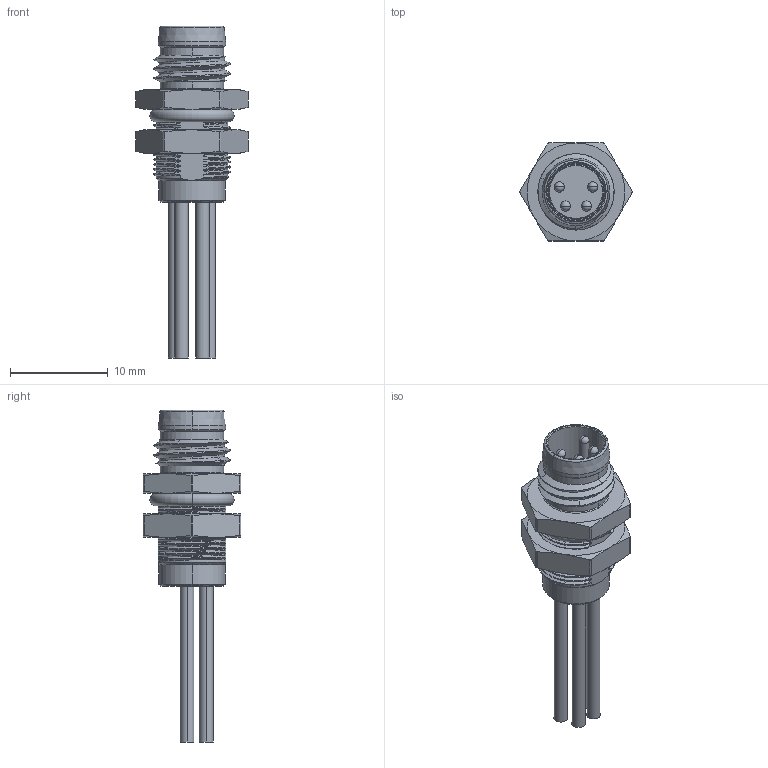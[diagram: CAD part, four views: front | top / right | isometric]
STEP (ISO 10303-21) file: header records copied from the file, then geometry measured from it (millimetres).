
FILE_DESCRIPTION((''),'2;1');
FILE_NAME('M8-MC04-BK-M8-W0_25_SW0001','2017-06-09T',('zq.xu'),(''),'PRO/ENGINEER BY PARAMETRIC TECHNOLOGY CORPORATION, 2012480','PRO/ENGINEER BY PARAMETRIC TECHNOLOGY CORPORATION, 2012480','');
FILE_SCHEMA(('AUTOMOTIVE_DESIGN { 1 0 10303 214 1 1 1 1 }'));
Length unit declared in the file: millimetre
Products named in the file (1): M8-MC04-BK-M8-W0_25_SW0001
Bounding box: 11.48 x 10 x 33.9 mm (x, y, z)
Volume: 883.1 mm3; surface area: 1626.7 mm2
Topology: 1 solids, 1 shells, 277 faces, 824 edges, 535 vertices
Faces by surface type: cylinder 95, bspline 82, cone 52, plane 28, torus 8, sphere 8, extrusion 4
Entity records: 17198 total; most frequent: CARTESIAN_POINT 10679, ORIENTED_EDGE 1632, DIRECTION 930, EDGE_CURVE 816, VERTEX_POINT 535, B_SPLINE_CURVE_WITH_KNOTS 447, AXIS2_PLACEMENT_3D 362, EDGE_LOOP 293
